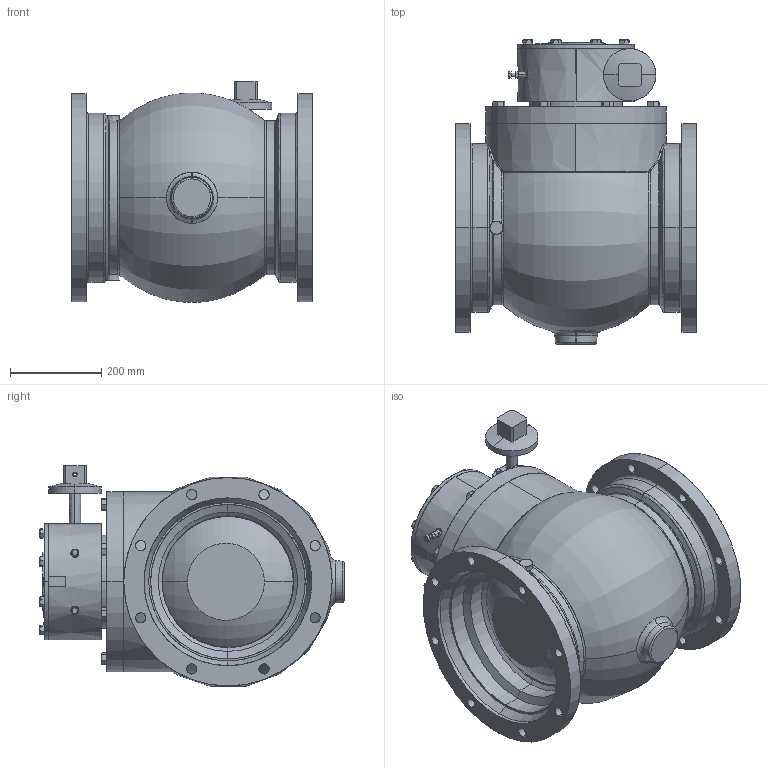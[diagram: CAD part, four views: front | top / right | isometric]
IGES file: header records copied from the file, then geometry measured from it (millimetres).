
Start section: SolidWorks IGES file using analytic representation for surfaces
Global section: file name: Plug MJxMJ-12in-Nut.igs; native system: SolidWorks 2014; preprocessor: SolidWorks 2014; author: PRINCE; date: 170508.144827; units: inch
Bounding box: 527.05 x 665.2 x 482.83 mm (x, y, z)
Surface area: 3443586.5 mm2 (no closed solid volume)
Topology: 0 solids, 0 shells, 1763 faces, 31586 edges, 31512 vertices
Faces by surface type: revolution 981, bspline 782
